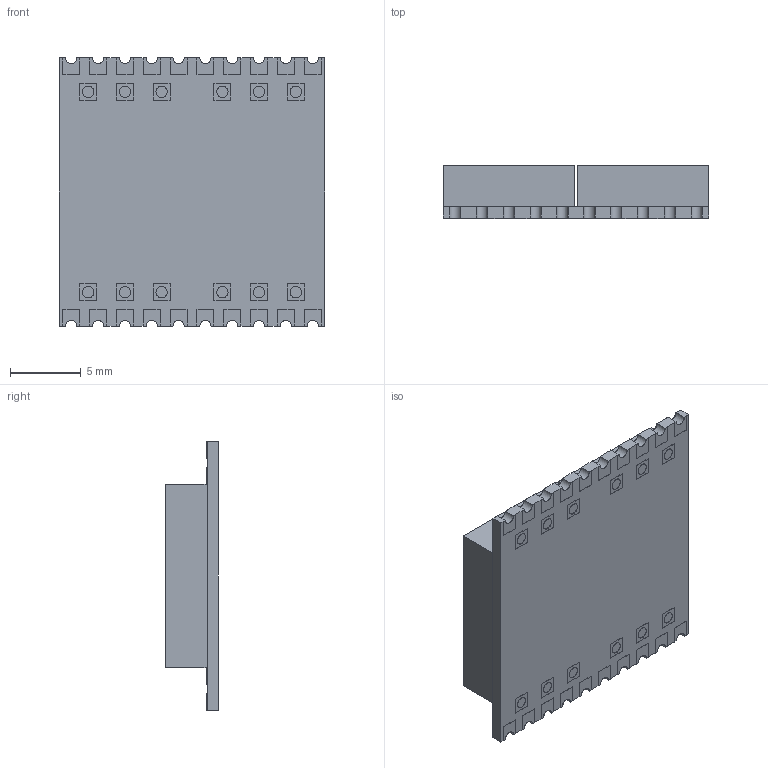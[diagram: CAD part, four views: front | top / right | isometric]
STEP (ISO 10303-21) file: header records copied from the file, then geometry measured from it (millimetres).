
FILE_DESCRIPTION (( 'STEP AP214' ), '1' );
FILE_NAME ('XZFAxx10x2.STEP', '2015-09-11T17:05:54', ( '' ), ( '' ), 'SwSTEP 2.0', 'SolidWorks 2012', '' );
FILE_SCHEMA (( 'AUTOMOTIVE_DESIGN' ));
Length unit declared in the file: millimetre
Products named in the file (1): XZFAxx10x2
Bounding box: 18.8 x 3.77 x 19 mm (x, y, z)
Volume: 992.3 mm3; surface area: 1678.3 mm2
Topology: 55 solids, 55 shells, 750 faces, 1830 edges, 1220 vertices
Faces by surface type: plane 608, cylinder 142
Entity records: 22841 total; most frequent: CARTESIAN_POINT 3801, ORIENTED_EDGE 3660, DIRECTION 3616, EDGE_CURVE 1830, LINE 1546, VECTOR 1546, VERTEX_POINT 1220, AXIS2_PLACEMENT_3D 1035
